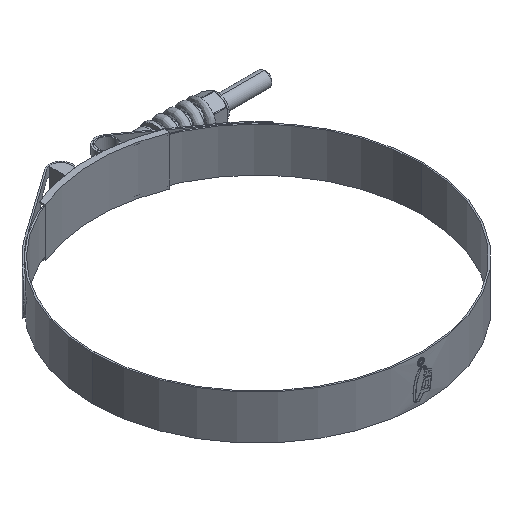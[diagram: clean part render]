
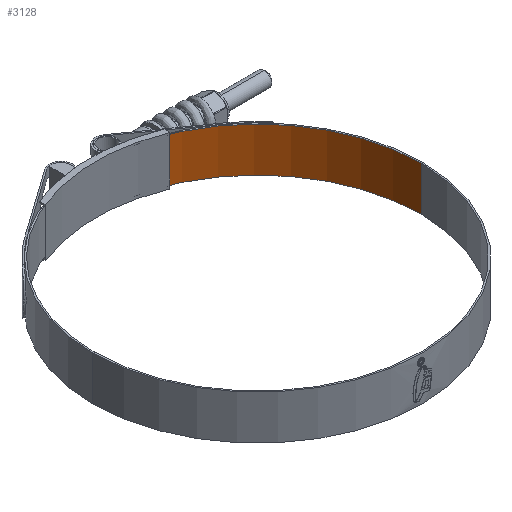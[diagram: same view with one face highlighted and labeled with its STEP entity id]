
A CAD part, isometric view. The second image highlights one B-rep face of the part: STEP entity #3128.
In plain terms, the highlighted cylindrical face has radius 70.65 mm (diameter 141.3 mm), a partial arc.
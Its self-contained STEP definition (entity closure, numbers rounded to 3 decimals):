
#93 = EDGE_CURVE ( 'NONE', #14389, #10225, #14127, .T. ) ;
#539 = ORIENTED_EDGE ( 'NONE', *, *, #12861, .T. ) ;
#1660 = AXIS2_PLACEMENT_3D ( 'NONE', #7525, #4702, #5028 ) ;
#2186 = DIRECTION ( 'NONE',  ( -1., 0., 0. ) ) ;
#2330 = FACE_OUTER_BOUND ( 'NONE', #2539, .T. ) ;
#2539 = EDGE_LOOP ( 'NONE', ( #16423, #14093, #539, #14631 ) ) ;
#3128 = ADVANCED_FACE ( 'NONE', ( #2330 ), #10050, .F. ) ;
#3470 = VECTOR ( 'NONE', #6522, 1000. ) ;
#4319 = VERTEX_POINT ( 'NONE', #6890 ) ;
#4383 = EDGE_CURVE ( 'NONE', #4319, #14389, #11065, .T. ) ;
#4702 = DIRECTION ( 'NONE',  ( 0., 0., -1. ) ) ;
#5028 = DIRECTION ( 'NONE',  ( -1., 0., 0. ) ) ;
#5046 = DIRECTION ( 'NONE',  ( 0., 0., -1. ) ) ;
#5435 = CARTESIAN_POINT ( 'NONE',  ( 70.65, 0., 9.55 ) ) ;
#6070 = CARTESIAN_POINT ( 'NONE',  ( 9.339, 70.03, -9.55 ) ) ;
#6522 = DIRECTION ( 'NONE',  ( 0., 0., -1. ) ) ;
#6574 = VERTEX_POINT ( 'NONE', #6070 ) ;
#6890 = CARTESIAN_POINT ( 'NONE',  ( 9.339, 70.03, 9.55 ) ) ;
#6987 = AXIS2_PLACEMENT_3D ( 'NONE', #7121, #10973, #16056 ) ;
#7121 = CARTESIAN_POINT ( 'NONE',  ( 0., 0., -9.55 ) ) ;
#7327 = AXIS2_PLACEMENT_3D ( 'NONE', #15241, #5046, #2186 ) ;
#7525 = CARTESIAN_POINT ( 'NONE',  ( 0., 0., 9.55 ) ) ;
#8046 = CARTESIAN_POINT ( 'NONE',  ( 70.65, 0., 9.55 ) ) ;
#8080 = CIRCLE ( 'NONE', #6987, 70.65 ) ;
#10050 = CYLINDRICAL_SURFACE ( 'NONE', #1660, 70.65 ) ;
#10225 = VERTEX_POINT ( 'NONE', #15973 ) ;
#10842 = LINE ( 'NONE', #14426, #15291 ) ;
#10973 = DIRECTION ( 'NONE',  ( 0., 0., -1. ) ) ;
#11065 = CIRCLE ( 'NONE', #7327, 70.65 ) ;
#11336 = EDGE_CURVE ( 'NONE', #6574, #10225, #8080, .T. ) ;
#12861 = EDGE_CURVE ( 'NONE', #4319, #6574, #10842, .T. ) ;
#14093 = ORIENTED_EDGE ( 'NONE', *, *, #4383, .F. ) ;
#14127 = LINE ( 'NONE', #5435, #3470 ) ;
#14389 = VERTEX_POINT ( 'NONE', #8046 ) ;
#14426 = CARTESIAN_POINT ( 'NONE',  ( 9.339, 70.03, 9.55 ) ) ;
#14591 = DIRECTION ( 'NONE',  ( 0., 0., -1. ) ) ;
#14631 = ORIENTED_EDGE ( 'NONE', *, *, #11336, .T. ) ;
#15241 = CARTESIAN_POINT ( 'NONE',  ( 0., 0., 9.55 ) ) ;
#15291 = VECTOR ( 'NONE', #14591, 1000. ) ;
#15973 = CARTESIAN_POINT ( 'NONE',  ( 70.65, 0., -9.55 ) ) ;
#16056 = DIRECTION ( 'NONE',  ( -1., 0., 0. ) ) ;
#16423 = ORIENTED_EDGE ( 'NONE', *, *, #93, .F. ) ;
